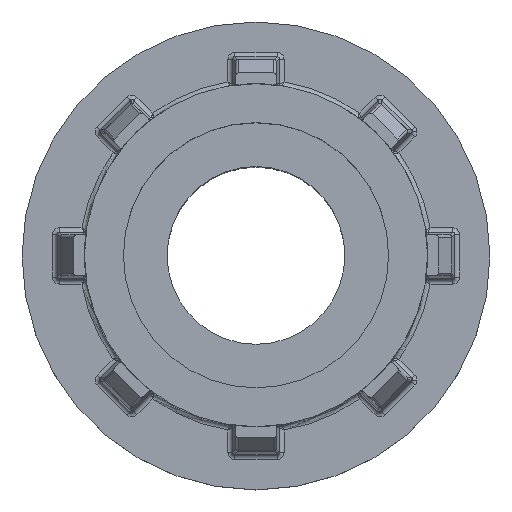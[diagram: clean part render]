
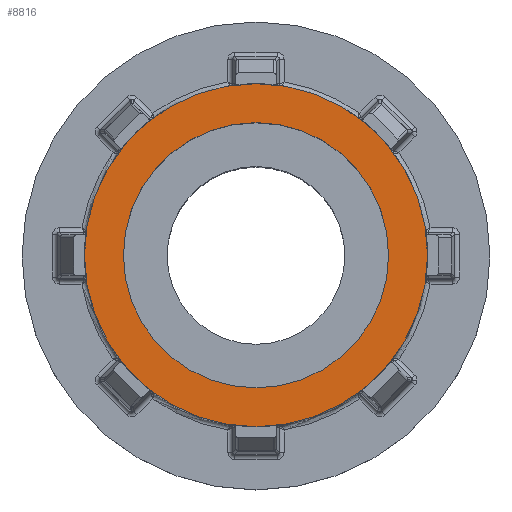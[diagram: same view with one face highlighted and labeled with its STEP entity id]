
A CAD part, top view. The second image highlights one B-rep face of the part: STEP entity #8816.
In plain terms, the highlighted planar face has unit normal (0, 0, 1).
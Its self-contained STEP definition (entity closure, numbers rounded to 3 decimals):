
#425 = CIRCLE ( 'NONE', #5070, 8.5 ) ;
#795 = VERTEX_POINT ( 'NONE', #9748 ) ;
#907 = DIRECTION ( 'NONE',  ( 0., 0., 1. ) ) ;
#1090 = DIRECTION ( 'NONE',  ( 0., 0., 1. ) ) ;
#1586 = EDGE_CURVE ( 'NONE', #795, #4870, #425, .T. ) ;
#1598 = DIRECTION ( 'NONE',  ( 0., 0., 1. ) ) ;
#1608 = ORIENTED_EDGE ( 'NONE', *, *, #9931, .T. ) ;
#1684 = PLANE ( 'NONE',  #7040 ) ;
#1827 = FACE_OUTER_BOUND ( 'NONE', #4172, .T. ) ;
#2131 = EDGE_CURVE ( 'NONE', #9145, #3457, #5626, .T. ) ;
#2221 = ORIENTED_EDGE ( 'NONE', *, *, #2131, .T. ) ;
#2397 = DIRECTION ( 'NONE',  ( 0., 0., 1. ) ) ;
#2565 = DIRECTION ( 'NONE',  ( 1., 0., 0. ) ) ;
#2814 = CIRCLE ( 'NONE', #8224, 8.5 ) ;
#3097 = ORIENTED_EDGE ( 'NONE', *, *, #7740, .F. ) ;
#3457 = VERTEX_POINT ( 'NONE', #8497 ) ;
#4172 = EDGE_LOOP ( 'NONE', ( #2221, #1608 ) ) ;
#4182 = AXIS2_PLACEMENT_3D ( 'NONE', #7381, #2397, #8217 ) ;
#4870 = VERTEX_POINT ( 'NONE', #9447 ) ;
#5070 = AXIS2_PLACEMENT_3D ( 'NONE', #6653, #1598, #7472 ) ;
#5536 = CIRCLE ( 'NONE', #5789, 11. ) ;
#5626 = CIRCLE ( 'NONE', #4182, 11. ) ;
#5789 = AXIS2_PLACEMENT_3D ( 'NONE', #6163, #1090, #6987 ) ;
#5911 = CARTESIAN_POINT ( 'NONE',  ( 0., 0., 33. ) ) ;
#5999 = CARTESIAN_POINT ( 'NONE',  ( 0., 0., 33. ) ) ;
#6078 = ORIENTED_EDGE ( 'NONE', *, *, #1586, .F. ) ;
#6163 = CARTESIAN_POINT ( 'NONE',  ( 0., 0., 33. ) ) ;
#6653 = CARTESIAN_POINT ( 'NONE',  ( 0., 0., 33. ) ) ;
#6827 = DIRECTION ( 'NONE',  ( 1., 0., 0. ) ) ;
#6987 = DIRECTION ( 'NONE',  ( 1., 0., 0. ) ) ;
#7040 = AXIS2_PLACEMENT_3D ( 'NONE', #5911, #7559, #2565 ) ;
#7381 = CARTESIAN_POINT ( 'NONE',  ( 0., 0., 33. ) ) ;
#7472 = DIRECTION ( 'NONE',  ( 1., 0., 0. ) ) ;
#7559 = DIRECTION ( 'NONE',  ( 0., 0., 1. ) ) ;
#7740 = EDGE_CURVE ( 'NONE', #4870, #795, #2814, .T. ) ;
#8217 = DIRECTION ( 'NONE',  ( 1., 0., 0. ) ) ;
#8224 = AXIS2_PLACEMENT_3D ( 'NONE', #5999, #907, #6827 ) ;
#8233 = FACE_BOUND ( 'NONE', #8943, .T. ) ;
#8497 = CARTESIAN_POINT ( 'NONE',  ( 11., 0., 33. ) ) ;
#8816 = ADVANCED_FACE ( 'NONE', ( #8233, #1827 ), #1684, .T. ) ;
#8943 = EDGE_LOOP ( 'NONE', ( #3097, #6078 ) ) ;
#9145 = VERTEX_POINT ( 'NONE', #9652 ) ;
#9447 = CARTESIAN_POINT ( 'NONE',  ( 8.5, 0., 33. ) ) ;
#9652 = CARTESIAN_POINT ( 'NONE',  ( -11., 0., 33. ) ) ;
#9748 = CARTESIAN_POINT ( 'NONE',  ( -8.5, 0., 33. ) ) ;
#9931 = EDGE_CURVE ( 'NONE', #3457, #9145, #5536, .T. ) ;
